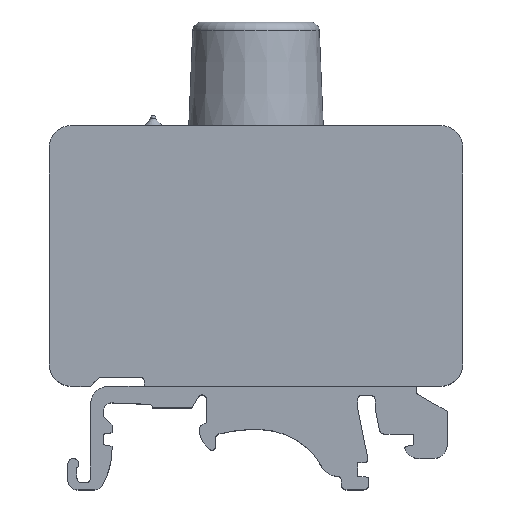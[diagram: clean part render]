
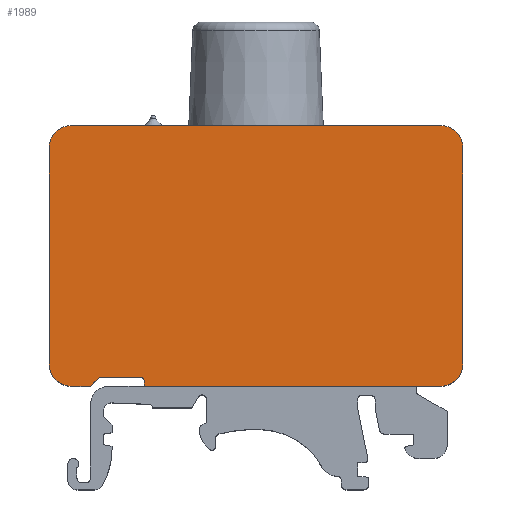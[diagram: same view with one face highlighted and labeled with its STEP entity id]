
A CAD part, top view. The second image highlights one B-rep face of the part: STEP entity #1989.
In plain terms, the highlighted planar face has unit normal (0, 0, 1).
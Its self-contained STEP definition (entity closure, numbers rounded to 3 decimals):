
#80=DIRECTION('',(1.,0.,0.));
#81=VECTOR('',#80,32.9);
#82=CARTESIAN_POINT('',(-12.4,-14.5,9.8));
#83=LINE('',#82,#81);
#172=DIRECTION('',(-1.,0.,0.));
#173=VECTOR('',#172,41.);
#174=CARTESIAN_POINT('',(20.5,14.5,9.8));
#175=LINE('',#174,#173);
#204=DIRECTION('',(0.,-1.,0.));
#205=VECTOR('',#204,0.5);
#206=CARTESIAN_POINT('',(-12.4,-14.,9.8));
#207=LINE('',#206,#205);
#208=CARTESIAN_POINT('',(-12.9,-14.,9.8));
#209=DIRECTION('',(0.,0.,-1.));
#210=DIRECTION('',(0.,1.,0.));
#211=AXIS2_PLACEMENT_3D('',#208,#209,#210);
#213=DIRECTION('',(1.,0.,0.));
#214=VECTOR('',#213,4.5);
#215=CARTESIAN_POINT('',(-17.4,-13.5,9.8));
#216=LINE('',#215,#214);
#217=DIRECTION('',(0.707,0.707,0.));
#218=VECTOR('',#217,1.414);
#219=CARTESIAN_POINT('',(-18.4,-14.5,9.8));
#220=LINE('',#219,#218);
#221=DIRECTION('',(1.,0.,0.));
#222=VECTOR('',#221,2.1);
#223=CARTESIAN_POINT('',(-20.5,-14.5,9.8));
#224=LINE('',#223,#222);
#225=CARTESIAN_POINT('',(-20.5,-12.,9.8));
#226=DIRECTION('',(0.,0.,1.));
#227=DIRECTION('',(-1.,0.,0.));
#228=AXIS2_PLACEMENT_3D('',#225,#226,#227);
#230=DIRECTION('',(0.,-1.,0.));
#231=VECTOR('',#230,24.);
#232=CARTESIAN_POINT('',(-23.,12.,9.8));
#233=LINE('',#232,#231);
#234=CARTESIAN_POINT('',(-20.5,12.,9.8));
#235=DIRECTION('',(0.,0.,1.));
#236=DIRECTION('',(0.,1.,0.));
#237=AXIS2_PLACEMENT_3D('',#234,#235,#236);
#239=CARTESIAN_POINT('',(20.5,12.,9.8));
#240=DIRECTION('',(0.,0.,1.));
#241=DIRECTION('',(1.,0.,0.));
#242=AXIS2_PLACEMENT_3D('',#239,#240,#241);
#244=DIRECTION('',(0.,1.,0.));
#245=VECTOR('',#244,24.);
#246=CARTESIAN_POINT('',(23.,-12.,9.8));
#247=LINE('',#246,#245);
#248=CARTESIAN_POINT('',(20.5,-12.,9.8));
#249=DIRECTION('',(0.,0.,1.));
#250=DIRECTION('',(0.,-1.,0.));
#251=AXIS2_PLACEMENT_3D('',#248,#249,#250);
#1245=CARTESIAN_POINT('',(-20.5,14.5,9.8));
#1246=CARTESIAN_POINT('',(-23.,12.,9.8));
#1247=VERTEX_POINT('',#1245);
#1248=VERTEX_POINT('',#1246);
#1249=CARTESIAN_POINT('',(-23.,-12.,9.8));
#1250=VERTEX_POINT('',#1249);
#1251=CARTESIAN_POINT('',(-20.5,-14.5,9.8));
#1252=VERTEX_POINT('',#1251);
#1253=CARTESIAN_POINT('',(-18.4,-14.5,9.8));
#1254=VERTEX_POINT('',#1253);
#1255=CARTESIAN_POINT('',(-17.4,-13.5,9.8));
#1256=VERTEX_POINT('',#1255);
#1257=CARTESIAN_POINT('',(-12.9,-13.5,9.8));
#1258=VERTEX_POINT('',#1257);
#1259=CARTESIAN_POINT('',(-12.4,-14.,9.8));
#1260=VERTEX_POINT('',#1259);
#1261=CARTESIAN_POINT('',(20.5,-14.5,9.8));
#1262=CARTESIAN_POINT('',(23.,-12.,9.8));
#1263=VERTEX_POINT('',#1261);
#1264=VERTEX_POINT('',#1262);
#1265=CARTESIAN_POINT('',(23.,12.,9.8));
#1266=VERTEX_POINT('',#1265);
#1267=CARTESIAN_POINT('',(20.5,14.5,9.8));
#1268=VERTEX_POINT('',#1267);
#1327=CARTESIAN_POINT('',(-12.4,-14.5,9.8));
#1329=VERTEX_POINT('',#1327);
#1966=CARTESIAN_POINT('',(0.,0.,9.8));
#1967=DIRECTION('',(0.,0.,1.));
#1968=DIRECTION('',(1.,0.,0.));
#1969=AXIS2_PLACEMENT_3D('',#1966,#1967,#1968);
#1970=PLANE('',#1969);
#1971=ORIENTED_EDGE('',*,*,#1636,.F.);
#1972=ORIENTED_EDGE('',*,*,#1825,.F.);
#1973=ORIENTED_EDGE('',*,*,#1840,.F.);
#1974=ORIENTED_EDGE('',*,*,#1854,.F.);
#1975=ORIENTED_EDGE('',*,*,#1868,.F.);
#1976=ORIENTED_EDGE('',*,*,#1882,.F.);
#1977=ORIENTED_EDGE('',*,*,#1896,.F.);
#1978=ORIENTED_EDGE('',*,*,#1910,.F.);
#1979=ORIENTED_EDGE('',*,*,#1934,.F.);
#1980=ORIENTED_EDGE('',*,*,#1945,.F.);
#1982=ORIENTED_EDGE('',*,*,#1981,.F.);
#1984=ORIENTED_EDGE('',*,*,#1983,.F.);
#1986=ORIENTED_EDGE('',*,*,#1985,.F.);
#1987=EDGE_LOOP('',(#1971,#1972,#1973,#1974,#1975,#1976,#1977,#1978,#1979,#1980,
#1982,#1984,#1986));
#1988=FACE_OUTER_BOUND('',#1987,.F.);
#212=CIRCLE('',#211,0.5);
#229=CIRCLE('',#228,2.5);
#238=CIRCLE('',#237,2.5);
#243=CIRCLE('',#242,2.5);
#252=CIRCLE('',#251,2.5);
#1636=EDGE_CURVE('',#1329,#1263,#83,.T.);
#1825=EDGE_CURVE('',#1260,#1329,#207,.T.);
#1840=EDGE_CURVE('',#1258,#1260,#212,.T.);
#1854=EDGE_CURVE('',#1256,#1258,#216,.T.);
#1868=EDGE_CURVE('',#1254,#1256,#220,.T.);
#1882=EDGE_CURVE('',#1252,#1254,#224,.T.);
#1896=EDGE_CURVE('',#1250,#1252,#229,.T.);
#1910=EDGE_CURVE('',#1248,#1250,#233,.T.);
#1934=EDGE_CURVE('',#1247,#1248,#238,.T.);
#1945=EDGE_CURVE('',#1268,#1247,#175,.T.);
#1981=EDGE_CURVE('',#1266,#1268,#243,.T.);
#1983=EDGE_CURVE('',#1264,#1266,#247,.T.);
#1985=EDGE_CURVE('',#1263,#1264,#252,.T.);
#1989=ADVANCED_FACE('',(#1988),#1970,.T.);
